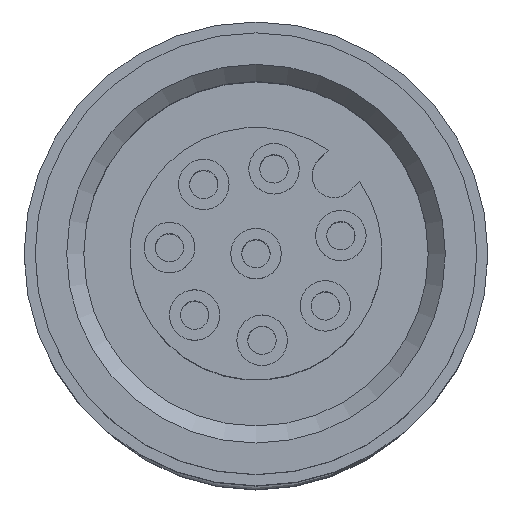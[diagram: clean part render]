
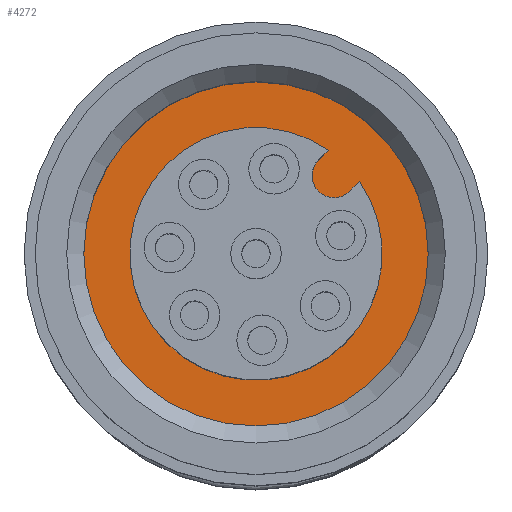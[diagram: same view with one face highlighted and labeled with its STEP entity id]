
A CAD part, top view. The second image highlights one B-rep face of the part: STEP entity #4272.
In plain terms, the highlighted planar face has unit normal (0, 0, 1).
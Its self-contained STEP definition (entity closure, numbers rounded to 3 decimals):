
#117=LINE('',#5975,#301);
#118=LINE('',#5979,#302);
#301=VECTOR('',#4985,1000.);
#302=VECTOR('',#4988,1000.);
#457=PLANE('',#4512);
#580=CIRCLE('',#4511,4.);
#581=CIRCLE('',#4513,5.459);
#582=CIRCLE('',#4514,0.7);
#820=ORIENTED_EDGE('',*,*,#1604,.F.);
#821=ORIENTED_EDGE('',*,*,#1601,.T.);
#822=ORIENTED_EDGE('',*,*,#1605,.T.);
#823=ORIENTED_EDGE('',*,*,#1606,.T.);
#824=ORIENTED_EDGE('',*,*,#1607,.T.);
#1601=EDGE_CURVE('',#1987,#1988,#580,.T.);
#1604=EDGE_CURVE('',#1989,#1989,#581,.T.);
#1605=EDGE_CURVE('',#1988,#1990,#117,.T.);
#1606=EDGE_CURVE('',#1990,#1991,#582,.T.);
#1607=EDGE_CURVE('',#1991,#1987,#118,.T.);
#1987=VERTEX_POINT('',#5968);
#1988=VERTEX_POINT('',#5969);
#1989=VERTEX_POINT('',#5974);
#1990=VERTEX_POINT('',#5976);
#1991=VERTEX_POINT('',#5978);
#2250=EDGE_LOOP('',(#820));
#2251=EDGE_LOOP('',(#821,#822,#823,#824));
#2535=FACE_BOUND('',#2250,.T.);
#2536=FACE_BOUND('',#2251,.T.);
#4272=ADVANCED_FACE('',(#2535,#2536),#457,.F.);
#4511=AXIS2_PLACEMENT_3D('',#5967,#4977,#4978);
#4512=AXIS2_PLACEMENT_3D('',#5972,#4981,#4982);
#4513=AXIS2_PLACEMENT_3D('',#5973,#4983,#4984);
#4514=AXIS2_PLACEMENT_3D('',#5977,#4986,#4987);
#4977=DIRECTION('',(0.,0.,-1.));
#4978=DIRECTION('',(-1.,0.,0.));
#4981=DIRECTION('',(0.,0.,-1.));
#4982=DIRECTION('',(-1.,0.,0.));
#4983=DIRECTION('',(0.,0.,-1.));
#4984=DIRECTION('',(-1.,0.,0.));
#4985=DIRECTION('',(-0.707,-0.707,0.));
#4986=DIRECTION('',(0.,0.,1.));
#4987=DIRECTION('',(0.,1.,0.));
#4988=DIRECTION('',(0.707,0.707,0.));
#5967=CARTESIAN_POINT('',(0.,0.,34.5));
#5968=CARTESIAN_POINT('',(3.28,2.29,34.5));
#5969=CARTESIAN_POINT('',(2.29,3.28,34.5));
#5972=CARTESIAN_POINT('',(0.,4.,34.5));
#5973=CARTESIAN_POINT('',(0.,0.,34.5));
#5974=CARTESIAN_POINT('',(-5.459,0.,34.5));
#5975=CARTESIAN_POINT('',(2.475,3.465,34.5));
#5976=CARTESIAN_POINT('',(1.98,2.97,34.5));
#5977=CARTESIAN_POINT('',(2.475,2.475,34.5));
#5978=CARTESIAN_POINT('',(2.97,1.98,34.5));
#5979=CARTESIAN_POINT('',(2.97,1.98,34.5));
